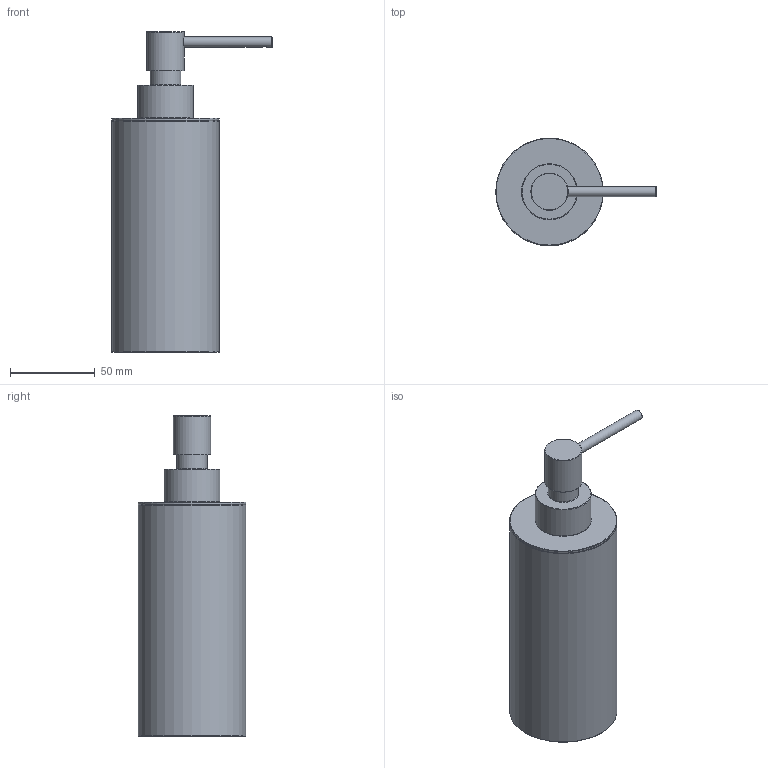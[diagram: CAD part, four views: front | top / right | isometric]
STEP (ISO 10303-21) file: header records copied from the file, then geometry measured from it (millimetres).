
FILE_DESCRIPTION(/* description */ ('Unknown','CAx-IF Rec.Pracs.---Representation and Presentation of Product Manufacturing Information (PMI)---4.0---2014-10-13','CAx-IF Rec.Pracs.---3D Tessellated Geometry---0.4---2014-09-14','2;1'),/* implementation_level */ '2;1');
FILE_NAME(/* name */ 'ARA10-00',/* time_stamp */ '2021-11-05T15:02:56+01:00',/* author */ ('Unknown'),/* organization */ ('Unknown'),/* preprocessor_version */ 'ST-DEVELOPER v16.7',/* originating_system */ 'DEX',/* authorisation */ $);
FILE_SCHEMA (('AP242_MANAGED_MODEL_BASED_3D_ENGINEERING_MIM_LF { 1 0 10303 442 1 1 4 }'));
Length unit declared in the file: millimetre
Products named in the file (9): ARA10-00; ARA10-001; ARA10-01; ARA09-02; ARA09-03; ARA09-05; ARA09-003; ARA09-04; ARA09-06
Assembly tree (8 placements, depth 3):
  ARA10-00
    ARA10-001
      ARA10-01
      ARA09-02
    ARA09-03
    ARA09-05
    ARA09-003
      ARA09-04
      ARA09-06
Bounding box: 94.7 x 63.4 x 189 mm (x, y, z)
Volume: 55324.6 mm3; surface area: 75849.3 mm2
Topology: 6 solids, 6 shells, 68 faces, 129 edges, 79 vertices
Faces by surface type: cylinder 23, plane 19, torus 16, cone 8, bspline 2
Full cylindrical faces by diameter (mm): 2.5 x1, 3.5 x2, 4.134 x2, 5 x1, 6 x2, 6.2 x1, 8 x1, 15 x1, 18 x1, 18.5 x1, 22 x1, 27 x1, 30 x1, 30.7 x1, 31 x1, 33 x1, 60.5 x1, 60.6 x1, 63.4 x2
Entity records: 1979 total; most frequent: CARTESIAN_POINT 383, DIRECTION 274, FACE_BOUND 138, AXIS2_PLACEMENT_3D 137, ORIENTED_EDGE 136, EDGE_LOOP 136, VERTEX_POINT 70, EDGE_CURVE 68
